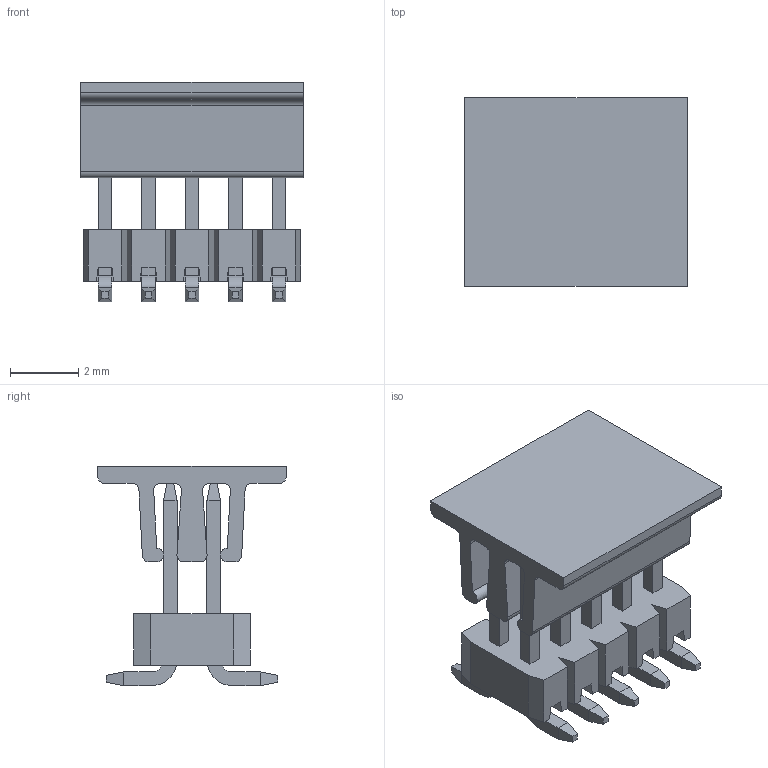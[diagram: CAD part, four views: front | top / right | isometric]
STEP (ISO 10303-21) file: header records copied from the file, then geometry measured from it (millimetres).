
FILE_DESCRIPTION(/* description */ ('Unknown'),/* implementation_level */ '2;1');
FILE_NAME(/* name */ '62131021021',/* time_stamp */ '2023-01-13T14:15:29+01:00',/* author */ ('Unknown'),/* organization */ ('Unknown'),/* preprocessor_version */ 'ST-DEVELOPER v16.7',/* originating_system */ 'Solid Edge',/* authorisation */ 'Unknown');
FILE_SCHEMA (('AUTOMOTIVE_DESIGN {1 0 10303 214 3 1 1}'));
Length unit declared in the file: millimetre
Products named in the file (4): 6213xx21021; 621x1021021_Housing; 6210xx21021_PIN; 6213xx21021_Cap
Assembly tree (12 placements, depth 2):
  6213xx21021
    621x1021021_Housing
    6210xx21021_PIN  x10
    6213xx21021_Cap
Bounding box: 6.5 x 5.5 x 6.41 mm (x, y, z)
Volume: 81 mm3; surface area: 395.1 mm2
Topology: 12 solids, 12 shells, 316 faces, 806 edges, 504 vertices
Faces by surface type: plane 282, cylinder 34
Entity records: 5173 total; most frequent: CARTESIAN_POINT 901, ORIENTED_EDGE 892, DIRECTION 812, EDGE_CURVE 446, LINE 414, VECTOR 414, VERTEX_POINT 288, AXIS2_PLACEMENT_3D 199
